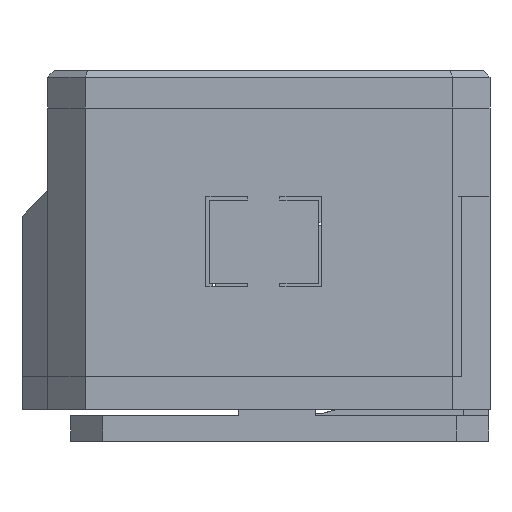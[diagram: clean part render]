
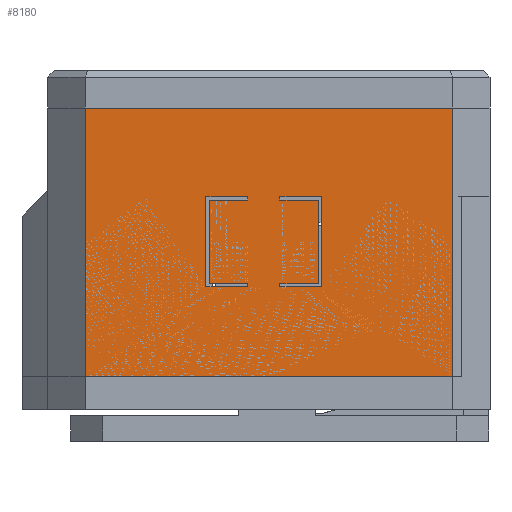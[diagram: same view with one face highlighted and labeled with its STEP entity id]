
A CAD part, left-side view. The second image highlights one B-rep face of the part: STEP entity #8180.
In plain terms, the highlighted planar face has unit normal (-1, 0, 0).
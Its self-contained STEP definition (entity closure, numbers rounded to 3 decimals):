
#154=FACE_BOUND('',#1051,.T.);
#155=FACE_BOUND('',#1052,.T.);
#579=FACE_OUTER_BOUND('',#1050,.T.);
#1050=EDGE_LOOP('',(#6565,#6566,#6567,#6568));
#1051=EDGE_LOOP('',(#6569,#6570,#6571,#6572,#6573,#6574,#6575,#6576));
#1052=EDGE_LOOP('',(#6577,#6578,#6579,#6580,#6581,#6582,#6583,#6584));
#1562=LINE('',#11865,#2586);
#1565=LINE('',#11871,#2589);
#1568=LINE('',#11877,#2592);
#1571=LINE('',#11883,#2595);
#1574=LINE('',#11889,#2598);
#1577=LINE('',#11895,#2601);
#1580=LINE('',#11901,#2604);
#1583=LINE('',#11905,#2607);
#1586=LINE('',#11913,#2610);
#1589=LINE('',#11919,#2613);
#1592=LINE('',#11925,#2616);
#1595=LINE('',#11931,#2619);
#1598=LINE('',#11937,#2622);
#1601=LINE('',#11943,#2625);
#1604=LINE('',#11949,#2628);
#1607=LINE('',#11953,#2631);
#1776=LINE('',#12293,#2800);
#1843=LINE('',#12458,#2867);
#1844=LINE('',#12461,#2868);
#1845=LINE('',#12462,#2869);
#2586=VECTOR('',#9679,10.);
#2589=VECTOR('',#9684,10.);
#2592=VECTOR('',#9689,10.);
#2595=VECTOR('',#9694,10.);
#2598=VECTOR('',#9699,10.);
#2601=VECTOR('',#9704,10.);
#2604=VECTOR('',#9709,10.);
#2607=VECTOR('',#9714,10.);
#2610=VECTOR('',#9719,10.);
#2613=VECTOR('',#9724,10.);
#2616=VECTOR('',#9729,10.);
#2619=VECTOR('',#9734,10.);
#2622=VECTOR('',#9739,10.);
#2625=VECTOR('',#9744,10.);
#2628=VECTOR('',#9749,10.);
#2631=VECTOR('',#9754,10.);
#2800=VECTOR('',#10033,10.);
#2867=VECTOR('',#10190,10.);
#2868=VECTOR('',#10193,10.);
#2869=VECTOR('',#10194,10.);
#3563=VERTEX_POINT('',#11862);
#3564=VERTEX_POINT('',#11864);
#3566=VERTEX_POINT('',#11870);
#3568=VERTEX_POINT('',#11876);
#3570=VERTEX_POINT('',#11882);
#3572=VERTEX_POINT('',#11888);
#3574=VERTEX_POINT('',#11894);
#3576=VERTEX_POINT('',#11900);
#3579=VERTEX_POINT('',#11910);
#3580=VERTEX_POINT('',#11912);
#3582=VERTEX_POINT('',#11918);
#3584=VERTEX_POINT('',#11924);
#3586=VERTEX_POINT('',#11930);
#3588=VERTEX_POINT('',#11936);
#3590=VERTEX_POINT('',#11942);
#3592=VERTEX_POINT('',#11948);
#3707=VERTEX_POINT('',#12290);
#3708=VERTEX_POINT('',#12292);
#3761=VERTEX_POINT('',#12456);
#3762=VERTEX_POINT('',#12460);
#4465=EDGE_CURVE('',#3564,#3563,#1562,.T.);
#4468=EDGE_CURVE('',#3566,#3564,#1565,.T.);
#4471=EDGE_CURVE('',#3568,#3566,#1568,.T.);
#4474=EDGE_CURVE('',#3570,#3568,#1571,.T.);
#4477=EDGE_CURVE('',#3572,#3570,#1574,.T.);
#4480=EDGE_CURVE('',#3574,#3572,#1577,.T.);
#4483=EDGE_CURVE('',#3576,#3574,#1580,.T.);
#4486=EDGE_CURVE('',#3563,#3576,#1583,.T.);
#4489=EDGE_CURVE('',#3580,#3579,#1586,.T.);
#4492=EDGE_CURVE('',#3582,#3580,#1589,.T.);
#4495=EDGE_CURVE('',#3584,#3582,#1592,.T.);
#4498=EDGE_CURVE('',#3586,#3584,#1595,.T.);
#4501=EDGE_CURVE('',#3588,#3586,#1598,.T.);
#4504=EDGE_CURVE('',#3590,#3588,#1601,.T.);
#4507=EDGE_CURVE('',#3592,#3590,#1604,.T.);
#4510=EDGE_CURVE('',#3579,#3592,#1607,.T.);
#4679=EDGE_CURVE('',#3707,#3708,#1776,.T.);
#4762=EDGE_CURVE('',#3707,#3761,#1843,.T.);
#4763=EDGE_CURVE('',#3762,#3761,#1844,.T.);
#4764=EDGE_CURVE('',#3708,#3762,#1845,.T.);
#6565=ORIENTED_EDGE('',*,*,#4762,.T.);
#6566=ORIENTED_EDGE('',*,*,#4763,.F.);
#6567=ORIENTED_EDGE('',*,*,#4764,.F.);
#6568=ORIENTED_EDGE('',*,*,#4679,.F.);
#6569=ORIENTED_EDGE('',*,*,#4477,.T.);
#6570=ORIENTED_EDGE('',*,*,#4474,.T.);
#6571=ORIENTED_EDGE('',*,*,#4471,.T.);
#6572=ORIENTED_EDGE('',*,*,#4468,.T.);
#6573=ORIENTED_EDGE('',*,*,#4465,.T.);
#6574=ORIENTED_EDGE('',*,*,#4486,.T.);
#6575=ORIENTED_EDGE('',*,*,#4483,.T.);
#6576=ORIENTED_EDGE('',*,*,#4480,.T.);
#6577=ORIENTED_EDGE('',*,*,#4501,.T.);
#6578=ORIENTED_EDGE('',*,*,#4498,.T.);
#6579=ORIENTED_EDGE('',*,*,#4495,.T.);
#6580=ORIENTED_EDGE('',*,*,#4492,.T.);
#6581=ORIENTED_EDGE('',*,*,#4489,.T.);
#6582=ORIENTED_EDGE('',*,*,#4510,.T.);
#6583=ORIENTED_EDGE('',*,*,#4507,.T.);
#6584=ORIENTED_EDGE('',*,*,#4504,.T.);
#7789=PLANE('',#8701);
#8180=ADVANCED_FACE('',(#579,#154,#155),#7789,.T.);
#8701=AXIS2_PLACEMENT_3D('',#12459,#10191,#10192);
#9679=DIRECTION('',(0.,1.,0.));
#9684=DIRECTION('',(0.,0.,-1.));
#9689=DIRECTION('',(0.,-1.,0.));
#9694=DIRECTION('',(0.,0.,-1.));
#9699=DIRECTION('',(0.,1.,0.));
#9704=DIRECTION('',(0.,0.,-1.));
#9709=DIRECTION('',(0.,-1.,0.));
#9714=DIRECTION('',(0.,0.,1.));
#9719=DIRECTION('',(0.,0.,-1.));
#9724=DIRECTION('',(0.,-1.,0.));
#9729=DIRECTION('',(0.,0.,1.));
#9734=DIRECTION('',(0.,1.,0.));
#9739=DIRECTION('',(0.,0.,1.));
#9744=DIRECTION('',(0.,-1.,0.));
#9749=DIRECTION('',(0.,0.,1.));
#9754=DIRECTION('',(0.,1.,0.));
#10033=DIRECTION('',(0.,1.,0.));
#10190=DIRECTION('',(0.,0.,1.));
#10191=DIRECTION('center_axis',(-1.,0.,0.));
#10192=DIRECTION('ref_axis',(0.,-1.,0.));
#10193=DIRECTION('',(0.,-1.,0.));
#10194=DIRECTION('',(0.,0.,1.));
#11862=CARTESIAN_POINT('',(-49.528,40.,7.));
#11864=CARTESIAN_POINT('',(-49.528,33.5,7.));
#11865=CARTESIAN_POINT('',(-49.528,46.132,7.));
#11870=CARTESIAN_POINT('',(-49.528,33.5,7.5));
#11871=CARTESIAN_POINT('',(-49.528,33.5,20.25));
#11876=CARTESIAN_POINT('',(-49.528,39.5,7.5));
#11877=CARTESIAN_POINT('',(-49.528,49.132,7.5));
#11882=CARTESIAN_POINT('',(-49.528,39.5,20.5));
#11883=CARTESIAN_POINT('',(-49.528,39.5,26.75));
#11888=CARTESIAN_POINT('',(-49.528,33.5,20.5));
#11889=CARTESIAN_POINT('',(-49.528,46.132,20.5));
#11894=CARTESIAN_POINT('',(-49.528,33.5,21.));
#11895=CARTESIAN_POINT('',(-49.528,33.5,27.));
#11900=CARTESIAN_POINT('',(-49.528,40.,21.));
#11901=CARTESIAN_POINT('',(-49.528,49.382,21.));
#11905=CARTESIAN_POINT('',(-49.528,40.,20.));
#11910=CARTESIAN_POINT('',(-49.528,22.,7.));
#11912=CARTESIAN_POINT('',(-49.528,22.,21.));
#11913=CARTESIAN_POINT('',(-49.528,22.,27.));
#11918=CARTESIAN_POINT('',(-49.528,28.5,21.));
#11919=CARTESIAN_POINT('',(-49.528,43.632,21.));
#11924=CARTESIAN_POINT('',(-49.528,28.5,20.5));
#11925=CARTESIAN_POINT('',(-49.528,28.5,26.75));
#11930=CARTESIAN_POINT('',(-49.528,22.5,20.5));
#11931=CARTESIAN_POINT('',(-49.528,40.632,20.5));
#11936=CARTESIAN_POINT('',(-49.528,22.5,7.5));
#11937=CARTESIAN_POINT('',(-49.528,22.5,20.25));
#11942=CARTESIAN_POINT('',(-49.528,28.5,7.5));
#11943=CARTESIAN_POINT('',(-49.528,43.632,7.5));
#11948=CARTESIAN_POINT('',(-49.528,28.5,7.));
#11949=CARTESIAN_POINT('',(-49.528,28.5,20.));
#11953=CARTESIAN_POINT('',(-49.528,40.382,7.));
#12290=CARTESIAN_POINT('',(-49.528,1.665,-7.));
#12292=CARTESIAN_POINT('',(-49.528,58.764,-7.));
#12293=CARTESIAN_POINT('',(-49.528,1.665,-7.));
#12456=CARTESIAN_POINT('',(-49.528,1.665,34.8));
#12458=CARTESIAN_POINT('',(-49.528,1.665,33.));
#12459=CARTESIAN_POINT('Origin',(-49.528,58.764,33.));
#12460=CARTESIAN_POINT('',(-49.528,58.764,34.8));
#12461=CARTESIAN_POINT('',(-49.528,1.665,34.8));
#12462=CARTESIAN_POINT('',(-49.528,58.764,33.));
